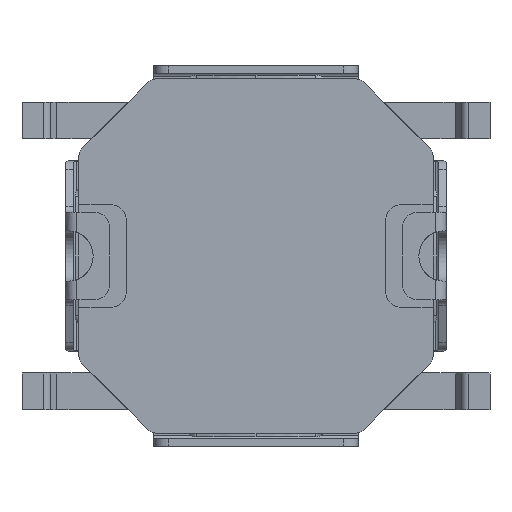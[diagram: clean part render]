
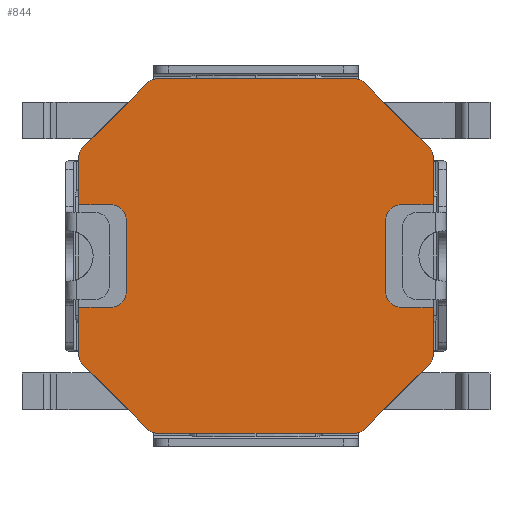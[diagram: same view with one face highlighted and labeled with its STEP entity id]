
A CAD part, front view. The second image highlights one B-rep face of the part: STEP entity #844.
In plain terms, the highlighted planar face has unit normal (0, -1, 0).
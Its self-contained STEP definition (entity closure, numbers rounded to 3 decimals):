
#844=ADVANCED_FACE('NONE',(#1738),#1739,.T.);
#1738=FACE_OUTER_BOUND('',#2796,.T.);
#1739=PLANE('',#2797);
#2796=EDGE_LOOP('',(#5362,#5363,#5364,#5365,#5366,#5367,#5368,#5369,#5370,#5371,#5372,#5373,#5374,#5375,#5376,#5377,#5378,#5379,#5380,#5381,#5382,#5383,#5384,#5385,#5386,#5387,#5388,#5389));
#2797=AXIS2_PLACEMENT_3D('',#5390,#5391,#5392);
#5362=ORIENTED_EDGE('',*,*,#6860,.F.);
#5363=ORIENTED_EDGE('',*,*,#6848,.T.);
#5364=ORIENTED_EDGE('',*,*,#6844,.T.);
#5365=ORIENTED_EDGE('',*,*,#6840,.T.);
#5366=ORIENTED_EDGE('',*,*,#6752,.F.);
#5367=ORIENTED_EDGE('',*,*,#6757,.F.);
#5368=ORIENTED_EDGE('',*,*,#6861,.T.);
#5369=ORIENTED_EDGE('',*,*,#6766,.T.);
#5370=ORIENTED_EDGE('',*,*,#6862,.T.);
#5371=ORIENTED_EDGE('',*,*,#6762,.T.);
#5372=ORIENTED_EDGE('',*,*,#6863,.T.);
#5373=ORIENTED_EDGE('',*,*,#6726,.F.);
#5374=ORIENTED_EDGE('',*,*,#6864,.F.);
#5375=ORIENTED_EDGE('',*,*,#6730,.F.);
#5376=ORIENTED_EDGE('',*,*,#6865,.F.);
#5377=ORIENTED_EDGE('',*,*,#6720,.T.);
#5378=ORIENTED_EDGE('',*,*,#6715,.T.);
#5379=ORIENTED_EDGE('',*,*,#6791,.F.);
#5380=ORIENTED_EDGE('',*,*,#6795,.F.);
#5381=ORIENTED_EDGE('',*,*,#6799,.F.);
#5382=ORIENTED_EDGE('',*,*,#6866,.T.);
#5383=ORIENTED_EDGE('',*,*,#6808,.T.);
#5384=ORIENTED_EDGE('',*,*,#6867,.T.);
#5385=ORIENTED_EDGE('',*,*,#6804,.T.);
#5386=ORIENTED_EDGE('',*,*,#6868,.F.);
#5387=ORIENTED_EDGE('',*,*,#6854,.F.);
#5388=ORIENTED_EDGE('',*,*,#6869,.F.);
#5389=ORIENTED_EDGE('',*,*,#6858,.F.);
#5390=CARTESIAN_POINT('',(1.346,0.0,-2.225));
#5391=DIRECTION('',(0.0,-1.0,0.0));
#5392=DIRECTION('',(0.0,0.0,-1.0));
#6715=EDGE_CURVE('NONE',#8245,#8246,#8247,.T.);
#6720=EDGE_CURVE('NONE',#8254,#8245,#8255,.T.);
#6726=EDGE_CURVE('NONE',#8262,#8260,#8264,.T.);
#6730=EDGE_CURVE('NONE',#8268,#8266,#8270,.T.);
#6752=EDGE_CURVE('NONE',#8302,#8303,#8304,.T.);
#6757=EDGE_CURVE('NONE',#8311,#8302,#8312,.T.);
#6762=EDGE_CURVE('NONE',#8319,#8317,#8320,.T.);
#6766=EDGE_CURVE('NONE',#8325,#8323,#8326,.T.);
#6791=EDGE_CURVE('NONE',#8363,#8246,#8364,.T.);
#6795=EDGE_CURVE('NONE',#8369,#8363,#8370,.T.);
#6799=EDGE_CURVE('NONE',#8375,#8369,#8376,.T.);
#6804=EDGE_CURVE('NONE',#8383,#8381,#8384,.T.);
#6808=EDGE_CURVE('NONE',#8389,#8387,#8390,.T.);
#6840=EDGE_CURVE('NONE',#8436,#8303,#8437,.T.);
#6844=EDGE_CURVE('NONE',#8442,#8436,#8443,.T.);
#6848=EDGE_CURVE('NONE',#8448,#8442,#8449,.T.);
#6854=EDGE_CURVE('NONE',#8456,#8454,#8458,.T.);
#6858=EDGE_CURVE('NONE',#8462,#8460,#8464,.T.);
#6860=EDGE_CURVE('NONE',#8448,#8462,#8466,.T.);
#6861=EDGE_CURVE('NONE',#8311,#8325,#8467,.T.);
#6862=EDGE_CURVE('NONE',#8323,#8319,#8468,.T.);
#6863=EDGE_CURVE('NONE',#8317,#8260,#8469,.T.);
#6864=EDGE_CURVE('NONE',#8266,#8262,#8470,.T.);
#6865=EDGE_CURVE('NONE',#8254,#8268,#8471,.T.);
#6866=EDGE_CURVE('NONE',#8375,#8389,#8472,.T.);
#6867=EDGE_CURVE('NONE',#8387,#8383,#8473,.T.);
#6868=EDGE_CURVE('NONE',#8454,#8381,#8474,.T.);
#6869=EDGE_CURVE('NONE',#8460,#8456,#8475,.T.);
#8245=VERTEX_POINT('NONE',#10461);
#8246=VERTEX_POINT('NONE',#10462);
#8247=CIRCLE('',#10463,0.2);
#8254=VERTEX_POINT('NONE',#10472);
#8255=LINE('',#10473,#10474);
#8260=VERTEX_POINT('NONE',#10481);
#8262=VERTEX_POINT('NONE',#10484);
#8264=CIRCLE('',#10487,0.2);
#8266=VERTEX_POINT('NONE',#10489);
#8268=VERTEX_POINT('NONE',#10492);
#8270=CIRCLE('',#10495,0.2);
#8302=VERTEX_POINT('NONE',#10535);
#8303=VERTEX_POINT('NONE',#10536);
#8304=CIRCLE('',#10537,0.2);
#8311=VERTEX_POINT('NONE',#10546);
#8312=LINE('',#10547,#10548);
#8317=VERTEX_POINT('NONE',#10555);
#8319=VERTEX_POINT('NONE',#10558);
#8320=CIRCLE('',#10559,0.2);
#8323=VERTEX_POINT('NONE',#10563);
#8325=VERTEX_POINT('NONE',#10566);
#8326=CIRCLE('',#10567,0.2);
#8363=VERTEX_POINT('NONE',#10614);
#8364=LINE('',#10615,#10616);
#8369=VERTEX_POINT('NONE',#10623);
#8370=CIRCLE('',#10624,0.2);
#8375=VERTEX_POINT('NONE',#10630);
#8376=LINE('',#10631,#10632);
#8381=VERTEX_POINT('NONE',#10639);
#8383=VERTEX_POINT('NONE',#10642);
#8384=CIRCLE('',#10643,0.2);
#8387=VERTEX_POINT('NONE',#10647);
#8389=VERTEX_POINT('NONE',#10650);
#8390=CIRCLE('',#10651,0.2);
#8436=VERTEX_POINT('NONE',#10713);
#8437=LINE('',#10714,#10715);
#8442=VERTEX_POINT('NONE',#10722);
#8443=CIRCLE('',#10723,0.2);
#8448=VERTEX_POINT('NONE',#10729);
#8449=LINE('',#10730,#10731);
#8454=VERTEX_POINT('NONE',#10738);
#8456=VERTEX_POINT('NONE',#10741);
#8458=CIRCLE('',#10744,0.2);
#8460=VERTEX_POINT('NONE',#10746);
#8462=VERTEX_POINT('NONE',#10749);
#8464=CIRCLE('',#10752,0.2);
#8466=LINE('',#10754,#10755);
#8467=LINE('',#10756,#10757);
#8468=LINE('',#10758,#10759);
#8469=LINE('',#10760,#10761);
#8470=LINE('',#10762,#10763);
#8471=LINE('',#10764,#10765);
#8472=LINE('',#10766,#10767);
#8473=LINE('',#10768,#10769);
#8474=LINE('',#10770,#10771);
#8475=LINE('',#10772,#10773);
#10461=CARTESIAN_POINT('',(-1.975,0.0,0.7));
#10462=CARTESIAN_POINT('',(-1.775,0.0,0.5));
#10463=AXIS2_PLACEMENT_3D('',#12052,#12053,#12054);
#10472=CARTESIAN_POINT('',(-2.425,0.0,0.7));
#10473=CARTESIAN_POINT('',(-1.975,0.0,0.7));
#10474=VECTOR('',#12060,1000.0);
#10481=CARTESIAN_POINT('',(-1.346,0.0,2.425));
#10484=CARTESIAN_POINT('',(-1.487,0.0,2.366));
#10487=AXIS2_PLACEMENT_3D('',#12065,#12066,#12067);
#10489=CARTESIAN_POINT('',(-2.366,0.0,1.487));
#10492=CARTESIAN_POINT('',(-2.425,0.0,1.346));
#10495=AXIS2_PLACEMENT_3D('',#12070,#12071,#12072);
#10535=CARTESIAN_POINT('',(1.975,0.0,0.7));
#10536=CARTESIAN_POINT('',(1.775,0.0,0.5));
#10537=AXIS2_PLACEMENT_3D('',#12105,#12106,#12107);
#10546=CARTESIAN_POINT('',(2.425,0.0,0.7));
#10547=CARTESIAN_POINT('',(1.975,0.0,0.7));
#10548=VECTOR('',#12113,1000.0);
#10555=CARTESIAN_POINT('',(1.346,0.0,2.425));
#10558=CARTESIAN_POINT('',(1.487,0.0,2.366));
#10559=AXIS2_PLACEMENT_3D('',#12117,#12118,#12119);
#10563=CARTESIAN_POINT('',(2.366,0.0,1.487));
#10566=CARTESIAN_POINT('',(2.425,0.0,1.346));
#10567=AXIS2_PLACEMENT_3D('',#12122,#12123,#12124);
#10614=CARTESIAN_POINT('',(-1.775,0.0,-0.5));
#10615=CARTESIAN_POINT('',(-1.775,0.0,0.));
#10616=VECTOR('',#12159,1000.0);
#10623=CARTESIAN_POINT('',(-1.975,0.0,-0.7));
#10624=AXIS2_PLACEMENT_3D('',#12162,#12163,#12164);
#10630=CARTESIAN_POINT('',(-2.425,0.0,-0.7));
#10631=CARTESIAN_POINT('',(-1.975,0.0,-0.7));
#10632=VECTOR('',#12169,1000.0);
#10639=CARTESIAN_POINT('',(-1.346,0.0,-2.425));
#10642=CARTESIAN_POINT('',(-1.487,0.0,-2.366));
#10643=AXIS2_PLACEMENT_3D('',#12173,#12174,#12175);
#10647=CARTESIAN_POINT('',(-2.366,0.0,-1.487));
#10650=CARTESIAN_POINT('',(-2.425,0.0,-1.346));
#10651=AXIS2_PLACEMENT_3D('',#12178,#12179,#12180);
#10713=CARTESIAN_POINT('',(1.775,0.0,-0.5));
#10714=CARTESIAN_POINT('',(1.775,0.0,0.));
#10715=VECTOR('',#12221,1000.0);
#10722=CARTESIAN_POINT('',(1.975,0.0,-0.7));
#10723=AXIS2_PLACEMENT_3D('',#12224,#12225,#12226);
#10729=CARTESIAN_POINT('',(2.425,0.0,-0.7));
#10730=CARTESIAN_POINT('',(1.975,0.0,-0.7));
#10731=VECTOR('',#12231,1000.0);
#10738=CARTESIAN_POINT('',(1.346,0.0,-2.425));
#10741=CARTESIAN_POINT('',(1.487,0.0,-2.366));
#10744=AXIS2_PLACEMENT_3D('',#12236,#12237,#12238);
#10746=CARTESIAN_POINT('',(2.366,0.0,-1.487));
#10749=CARTESIAN_POINT('',(2.425,0.0,-1.346));
#10752=AXIS2_PLACEMENT_3D('',#12241,#12242,#12243);
#10754=CARTESIAN_POINT('',(2.425,0.0,-1.346));
#10755=VECTOR('',#12244,1000.0);
#10756=CARTESIAN_POINT('',(2.425,0.0,1.346));
#10757=VECTOR('',#12245,1000.0);
#10758=CARTESIAN_POINT('',(1.487,0.0,2.366));
#10759=VECTOR('',#12246,1000.0);
#10760=CARTESIAN_POINT('',(0.0,0.0,2.425));
#10761=VECTOR('',#12247,1000.0);
#10762=CARTESIAN_POINT('',(-1.487,0.0,2.366));
#10763=VECTOR('',#12248,1000.0);
#10764=CARTESIAN_POINT('',(-2.425,0.0,1.346));
#10765=VECTOR('',#12249,1000.0);
#10766=CARTESIAN_POINT('',(-2.425,0.0,-1.346));
#10767=VECTOR('',#12250,1000.0);
#10768=CARTESIAN_POINT('',(-1.487,0.0,-2.366));
#10769=VECTOR('',#12251,1000.0);
#10770=CARTESIAN_POINT('',(0.0,0.0,-2.425));
#10771=VECTOR('',#12252,1000.0);
#10772=CARTESIAN_POINT('',(1.487,0.0,-2.366));
#10773=VECTOR('',#12253,1000.0);
#12052=CARTESIAN_POINT('',(-1.975,0.0,0.5));
#12053=DIRECTION('',(0.0,1.0,0.0));
#12054=DIRECTION('',(0.0,0.0,1.0));
#12060=DIRECTION('',(1.0,0.0,0.0));
#12065=CARTESIAN_POINT('',(-1.346,0.0,2.225));
#12066=DIRECTION('',(0.0,1.0,0.0));
#12067=DIRECTION('',(0.0,0.0,1.0));
#12070=CARTESIAN_POINT('',(-2.225,0.0,1.346));
#12071=DIRECTION('',(0.0,1.0,0.0));
#12072=DIRECTION('',(0.0,0.0,1.0));
#12105=CARTESIAN_POINT('',(1.975,0.0,0.5));
#12106=DIRECTION('',(0.0,-1.0,0.0));
#12107=DIRECTION('',(0.0,0.0,1.0));
#12113=DIRECTION('',(-1.0,0.0,0.0));
#12117=CARTESIAN_POINT('',(1.346,0.0,2.225));
#12118=DIRECTION('',(0.0,-1.0,0.0));
#12119=DIRECTION('',(0.0,0.0,1.0));
#12122=CARTESIAN_POINT('',(2.225,0.0,1.346));
#12123=DIRECTION('',(0.0,-1.0,0.0));
#12124=DIRECTION('',(0.0,0.0,1.0));
#12159=DIRECTION('',(0.0,0.0,1.0));
#12162=CARTESIAN_POINT('',(-1.975,0.0,-0.5));
#12163=DIRECTION('',(0.0,-1.0,0.0));
#12164=DIRECTION('',(0.0,0.0,-1.0));
#12169=DIRECTION('',(1.0,0.0,0.0));
#12173=CARTESIAN_POINT('',(-1.346,0.0,-2.225));
#12174=DIRECTION('',(0.0,-1.0,0.0));
#12175=DIRECTION('',(0.0,0.0,-1.0));
#12178=CARTESIAN_POINT('',(-2.225,0.0,-1.346));
#12179=DIRECTION('',(0.0,-1.0,0.0));
#12180=DIRECTION('',(0.0,0.0,-1.0));
#12221=DIRECTION('',(0.0,0.0,1.0));
#12224=CARTESIAN_POINT('',(1.975,0.0,-0.5));
#12225=DIRECTION('',(0.0,1.0,0.0));
#12226=DIRECTION('',(0.0,0.0,-1.0));
#12231=DIRECTION('',(-1.0,0.0,0.0));
#12236=CARTESIAN_POINT('',(1.346,0.0,-2.225));
#12237=DIRECTION('',(0.0,1.0,0.0));
#12238=DIRECTION('',(0.0,0.0,-1.0));
#12241=CARTESIAN_POINT('',(2.225,0.0,-1.346));
#12242=DIRECTION('',(0.0,1.0,0.0));
#12243=DIRECTION('',(0.0,0.0,-1.0));
#12244=DIRECTION('',(0.0,0.0,-1.0));
#12245=DIRECTION('',(0.0,0.0,1.0));
#12246=DIRECTION('',(-0.707,0.0,0.707));
#12247=DIRECTION('',(-1.0,0.0,0.0));
#12248=DIRECTION('',(0.707,0.0,0.707));
#12249=DIRECTION('',(0.0,0.0,1.0));
#12250=DIRECTION('',(0.0,0.0,-1.0));
#12251=DIRECTION('',(0.707,0.0,-0.707));
#12252=DIRECTION('',(-1.0,0.0,0.0));
#12253=DIRECTION('',(-0.707,0.0,-0.707));
